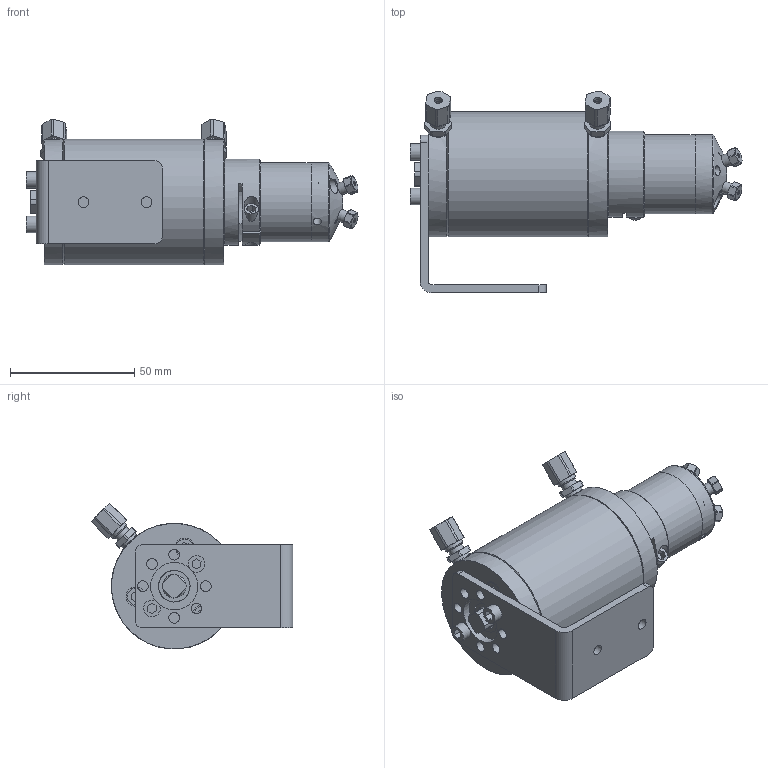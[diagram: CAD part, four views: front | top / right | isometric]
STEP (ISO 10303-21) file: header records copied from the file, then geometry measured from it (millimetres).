
FILE_DESCRIPTION((''),'2;1');
FILE_NAME('332315-C2-1004A 4 port 2-pos valve air actuated.stp','2013-08-19T11:19:39',('Franzp'),(''),'Autodesk Inventor 2013','Autodesk Inventor 2013','');
FILE_SCHEMA(('AUTOMOTIVE_DESIGN { 1 0 10303 214 1 1 1 1 }'));
Length unit declared in the file: millimetre
Products named in the file (1): 332315_Shrinkwrap_1
Bounding box: 133.69 x 81.22 x 58.72 mm (x, y, z)
Surface area: 36581.2 mm2 (no closed solid volume)
Topology: 0 solids, 42 shells, 265 faces, 881 edges, 638 vertices
Faces by surface type: plane 144, cylinder 100, cone 20, torus 1
Full cylindrical faces by diameter (mm): 1.727 x4, 3.175 x1, 3.22 x2, 3.3 x4, 4.166 x1, 4.32 x8, 4.826 x4, 5.78 x1, 5.89 x2, 6.3 x2, 6.7 x2, 7.5 x2, 7.65 x2, 7.938 x2, 9.48 x1, 9.525 x1, 19.075 x1, 31.75 x2, 34.671 x1, 50.54 x2, 50.69 x1
Entity records: 10245 total; most frequent: CARTESIAN_POINT 2478, DIRECTION 1503, ORIENTED_EDGE 1305, EDGE_CURVE 788, VERTEX_POINT 607, AXIS2_PLACEMENT_3D 576, EDGE_LOOP 410, VECTOR 351
